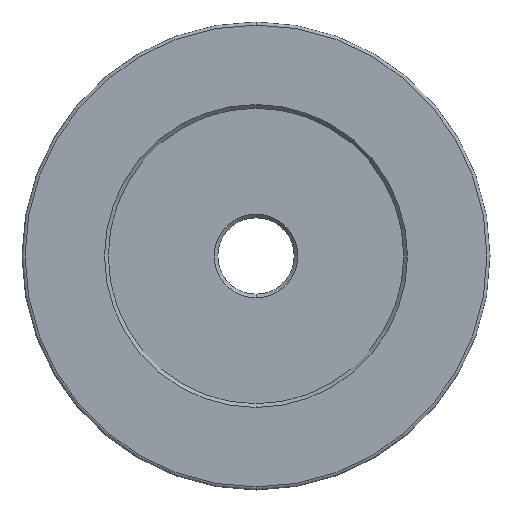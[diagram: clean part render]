
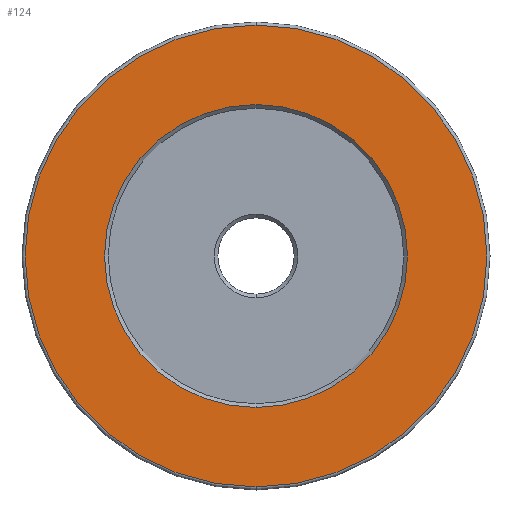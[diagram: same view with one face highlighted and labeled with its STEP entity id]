
A CAD part, front view. The second image highlights one B-rep face of the part: STEP entity #124.
In plain terms, the highlighted planar face has unit normal (0, -1, 0).
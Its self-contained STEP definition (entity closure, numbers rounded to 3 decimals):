
#18 = ORIENTED_EDGE ( 'NONE', *, *, #133, .T. ) ;
#27 = VERTEX_POINT ( 'NONE', #173 ) ;
#30 = EDGE_CURVE ( 'NONE', #521, #563, #43, .T. ) ;
#31 = CIRCLE ( 'NONE', #60, 18.75 ) ;
#43 = CIRCLE ( 'NONE', #140, 12.3 ) ;
#46 = ORIENTED_EDGE ( 'NONE', *, *, #30, .T. ) ;
#60 = AXIS2_PLACEMENT_3D ( 'NONE', #103, #242, #100 ) ;
#85 = DIRECTION ( 'NONE',  ( 0., 0., 1. ) ) ;
#100 = DIRECTION ( 'NONE',  ( 0., 0., 1. ) ) ;
#103 = CARTESIAN_POINT ( 'NONE',  ( -7.547, -7.394, 38. ) ) ;
#109 = EDGE_LOOP ( 'NONE', ( #517, #46 ) ) ;
#124 = ADVANCED_FACE ( 'NONE', ( #148, #523 ), #520, .F. ) ;
#133 = EDGE_CURVE ( 'NONE', #589, #27, #31, .T. ) ;
#140 = AXIS2_PLACEMENT_3D ( 'NONE', #216, #351, #536 ) ;
#148 = FACE_OUTER_BOUND ( 'NONE', #308, .T. ) ;
#173 = CARTESIAN_POINT ( 'NONE',  ( -7.547, -7.394, 19.25 ) ) ;
#213 = CIRCLE ( 'NONE', #549, 12.3 ) ;
#216 = CARTESIAN_POINT ( 'NONE',  ( -7.547, -7.394, 38. ) ) ;
#228 = DIRECTION ( 'NONE',  ( 0., 0., 1. ) ) ;
#235 = DIRECTION ( 'NONE',  ( 0., 1., 0. ) ) ;
#237 = CARTESIAN_POINT ( 'NONE',  ( -7.547, -7.394, 25.7 ) ) ;
#242 = DIRECTION ( 'NONE',  ( 0., -1., 0. ) ) ;
#282 = CARTESIAN_POINT ( 'NONE',  ( -7.547, -7.394, 56.75 ) ) ;
#283 = DIRECTION ( 'NONE',  ( 0., 0., 1. ) ) ;
#286 = DIRECTION ( 'NONE',  ( 0., 1., 0. ) ) ;
#308 = EDGE_LOOP ( 'NONE', ( #18, #452 ) ) ;
#316 = CARTESIAN_POINT ( 'NONE',  ( -7.547, -7.394, 38. ) ) ;
#333 = AXIS2_PLACEMENT_3D ( 'NONE', #600, #410, #85 ) ;
#334 = CARTESIAN_POINT ( 'NONE',  ( -7.547, -7.394, 38. ) ) ;
#351 = DIRECTION ( 'NONE',  ( 0., 1., 0. ) ) ;
#410 = DIRECTION ( 'NONE',  ( 0., -1., 0. ) ) ;
#452 = ORIENTED_EDGE ( 'NONE', *, *, #507, .T. ) ;
#460 = CARTESIAN_POINT ( 'NONE',  ( -7.547, -7.394, 50.3 ) ) ;
#507 = EDGE_CURVE ( 'NONE', #27, #589, #556, .T. ) ;
#517 = ORIENTED_EDGE ( 'NONE', *, *, #524, .T. ) ;
#520 = PLANE ( 'NONE',  #529 ) ;
#521 = VERTEX_POINT ( 'NONE', #460 ) ;
#523 = FACE_BOUND ( 'NONE', #109, .T. ) ;
#524 = EDGE_CURVE ( 'NONE', #563, #521, #213, .T. ) ;
#529 = AXIS2_PLACEMENT_3D ( 'NONE', #334, #286, #283 ) ;
#536 = DIRECTION ( 'NONE',  ( 0., 0., 1. ) ) ;
#549 = AXIS2_PLACEMENT_3D ( 'NONE', #316, #235, #228 ) ;
#556 = CIRCLE ( 'NONE', #333, 18.75 ) ;
#563 = VERTEX_POINT ( 'NONE', #237 ) ;
#589 = VERTEX_POINT ( 'NONE', #282 ) ;
#600 = CARTESIAN_POINT ( 'NONE',  ( -7.547, -7.394, 38. ) ) ;
